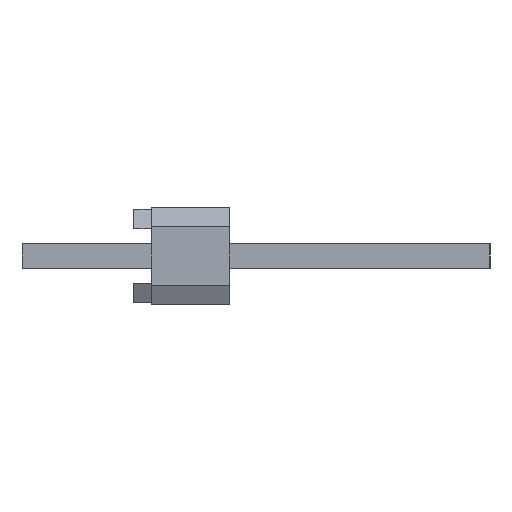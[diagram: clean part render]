
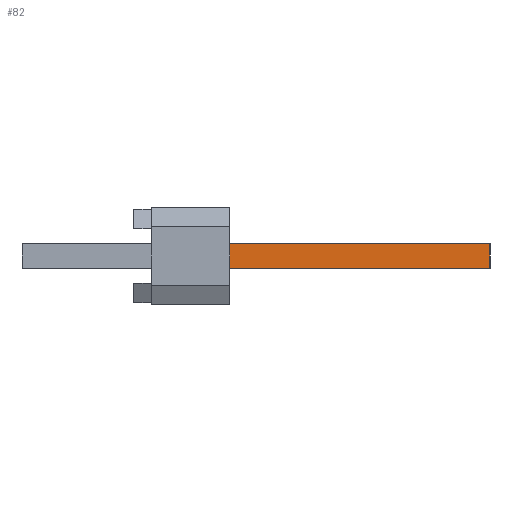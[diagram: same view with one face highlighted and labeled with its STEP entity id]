
A CAD part, left-side view. The second image highlights one B-rep face of the part: STEP entity #82.
In plain terms, the highlighted planar face has unit normal (-1, 0, 0).
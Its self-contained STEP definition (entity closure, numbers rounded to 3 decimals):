
#82=ADVANCED_FACE('',(#510),#511,.T.);
#510=FACE_OUTER_BOUND('',#1270,.T.);
#511=PLANE('',#1271);
#1270=EDGE_LOOP('',(#2383,#2384,#2385,#2386));
#1271=AXIS2_PLACEMENT_3D('',#2387,#2388,#2389);
#2383=ORIENTED_EDGE('',*,*,#4989,.T.);
#2384=ORIENTED_EDGE('',*,*,#5107,.T.);
#2385=ORIENTED_EDGE('',*,*,#4995,.F.);
#2386=ORIENTED_EDGE('',*,*,#5072,.F.);
#2387=CARTESIAN_POINT('',(-10.478,-1.016,-0.318));
#2388=DIRECTION('',(-1.0,0.0,0.0));
#2389=DIRECTION('',(0.0,0.0,1.0));
#4989=EDGE_CURVE('',#6164,#6162,#6165,.T.);
#4995=EDGE_CURVE('',#6173,#6174,#6175,.T.);
#5072=EDGE_CURVE('',#6164,#6173,#6326,.T.);
#5107=EDGE_CURVE('',#6162,#6174,#6393,.T.);
#6162=VERTEX_POINT('',#7858);
#6164=VERTEX_POINT('',#7861);
#6165=LINE('',#7862,#7863);
#6173=VERTEX_POINT('',#7876);
#6174=VERTEX_POINT('',#7877);
#6175=LINE('',#7878,#7879);
#6326=LINE('',#8106,#8107);
#6393=LINE('',#8208,#8209);
#7858=CARTESIAN_POINT('',(-10.478,-7.772,-0.318));
#7861=CARTESIAN_POINT('',(-10.478,-1.016,-0.318));
#7862=CARTESIAN_POINT('',(-10.478,-1.016,-0.318));
#7863=VECTOR('',#9651,6.756);
#7876=CARTESIAN_POINT('',(-10.478,-1.016,0.318));
#7877=CARTESIAN_POINT('',(-10.478,-7.772,0.318));
#7878=CARTESIAN_POINT('',(-10.478,-1.016,0.318));
#7879=VECTOR('',#9657,6.756);
#8106=CARTESIAN_POINT('',(-10.478,-1.016,-0.318));
#8107=VECTOR('',#9734,0.635);
#8208=CARTESIAN_POINT('',(-10.478,-7.772,-0.318));
#8209=VECTOR('',#9769,0.635);
#9651=DIRECTION('',(0.0,-1.0,0.0));
#9657=DIRECTION('',(0.0,-1.0,0.0));
#9734=DIRECTION('',(0.0,0.0,1.0));
#9769=DIRECTION('',(0.0,0.0,1.0));
